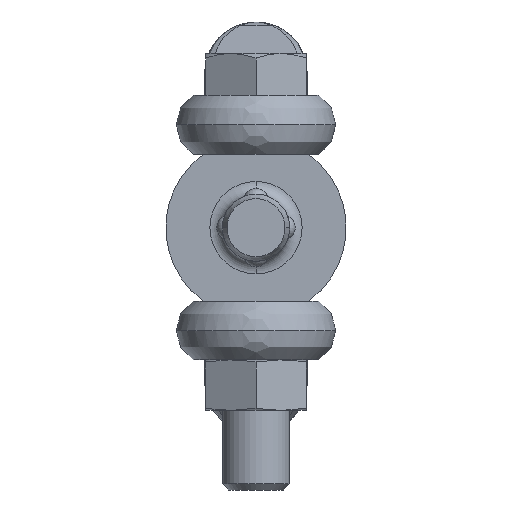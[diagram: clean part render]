
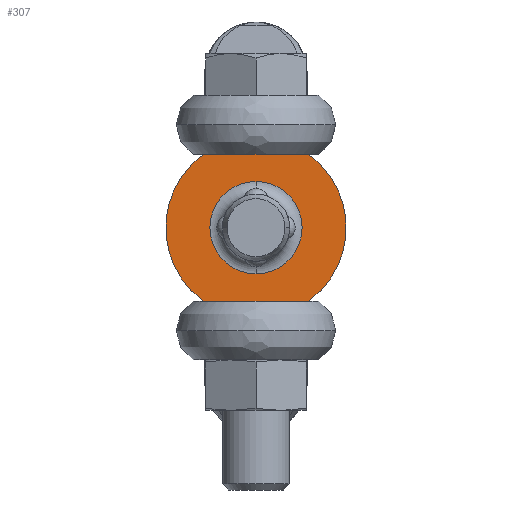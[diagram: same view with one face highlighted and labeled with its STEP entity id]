
A CAD part, left-side view. The second image highlights one B-rep face of the part: STEP entity #307.
In plain terms, the highlighted planar face has unit normal (-1, 0, 0).
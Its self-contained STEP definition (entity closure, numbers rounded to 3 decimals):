
#307=ADVANCED_FACE('',(#702,#703),#704,.T.);
#702=FACE_OUTER_BOUND('',#1669,.T.);
#703=FACE_BOUND('',#1670,.T.);
#704=PLANE('',#1671);
#1669=EDGE_LOOP('',(#3491,#3492,#3493,#3494));
#1670=EDGE_LOOP('',(#3495,#3496,#3497));
#1671=AXIS2_PLACEMENT_3D('',#3498,#3499,#3500);
#3491=ORIENTED_EDGE('',*,*,#4592,.T.);
#3492=ORIENTED_EDGE('',*,*,#4593,.F.);
#3493=ORIENTED_EDGE('',*,*,#4594,.T.);
#3494=ORIENTED_EDGE('',*,*,#4595,.T.);
#3495=ORIENTED_EDGE('',*,*,#4596,.F.);
#3496=ORIENTED_EDGE('',*,*,#4597,.F.);
#3497=ORIENTED_EDGE('',*,*,#4598,.F.);
#3498=CARTESIAN_POINT('',(0.,-8.625,0.));
#3499=DIRECTION('',(-1.0,0.0,0.0));
#3500=DIRECTION('',(0.0,0.0,1.0));
#4592=EDGE_CURVE('',#5311,#5312,#5313,.T.);
#4593=EDGE_CURVE('',#5314,#5312,#5315,.T.);
#4594=EDGE_CURVE('',#5314,#5316,#5317,.T.);
#4595=EDGE_CURVE('',#5316,#5311,#5318,.T.);
#4596=EDGE_CURVE('',#5319,#5320,#5321,.T.);
#4597=EDGE_CURVE('',#5322,#5319,#5323,.T.);
#4598=EDGE_CURVE('',#5320,#5322,#5324,.T.);
#5311=VERTEX_POINT('',#7218);
#5312=VERTEX_POINT('',#7219);
#5313=LINE('',#7220,#7221);
#5314=VERTEX_POINT('',#7222);
#5315=CIRCLE('',#7223,10.75);
#5316=VERTEX_POINT('',#7224);
#5317=LINE('',#7225,#7226);
#5318=CIRCLE('',#7227,10.75);
#5319=VERTEX_POINT('',#7228);
#5320=VERTEX_POINT('',#7229);
#5321=CIRCLE('',#7230,5.5);
#5322=VERTEX_POINT('',#7231);
#5323=CIRCLE('',#7232,5.5);
#5324=CIRCLE('',#7233,5.5);
#7218=CARTESIAN_POINT('',(0.,6.245,-8.75));
#7219=CARTESIAN_POINT('',(0.,-6.245,-8.75));
#7220=CARTESIAN_POINT('',(0.,0.,-8.75));
#7221=VECTOR('',#8310,1000.0);
#7222=CARTESIAN_POINT('',(0.,-6.245,8.75));
#7223=AXIS2_PLACEMENT_3D('',#8311,#8312,#8313);
#7224=CARTESIAN_POINT('',(0.,6.245,8.75));
#7225=CARTESIAN_POINT('',(0.,-8.625,8.75));
#7226=VECTOR('',#8314,1000.0);
#7227=AXIS2_PLACEMENT_3D('',#8315,#8316,#8317);
#7228=CARTESIAN_POINT('',(0.,5.5,0.0));
#7229=CARTESIAN_POINT('',(0.,0.,-5.5));
#7230=AXIS2_PLACEMENT_3D('',#8318,#8319,#8320);
#7231=CARTESIAN_POINT('',(0.,0.,5.5));
#7232=AXIS2_PLACEMENT_3D('',#8321,#8322,#8323);
#7233=AXIS2_PLACEMENT_3D('',#8324,#8325,#8326);
#8310=DIRECTION('',(0.0,-1.0,0.));
#8311=CARTESIAN_POINT('',(0.,0.,0.));
#8312=DIRECTION('',(1.0,0.0,0.0));
#8313=DIRECTION('',(0.0,0.0,-1.0));
#8314=DIRECTION('',(0.0,1.0,0.0));
#8315=CARTESIAN_POINT('',(0.,0.,0.));
#8316=DIRECTION('',(-1.0,0.0,0.0));
#8317=DIRECTION('',(0.0,0.0,-1.0));
#8318=CARTESIAN_POINT('',(0.,0.,0.0));
#8319=DIRECTION('',(-1.0,0.,-0.0));
#8320=DIRECTION('',(0.0,0.0,-1.0));
#8321=CARTESIAN_POINT('',(0.,0.,0.0));
#8322=DIRECTION('',(-1.0,0.,-0.0));
#8323=DIRECTION('',(0.0,0.0,-1.0));
#8324=CARTESIAN_POINT('',(0.,0.,0.0));
#8325=DIRECTION('',(-1.0,0.,-0.0));
#8326=DIRECTION('',(0.0,0.0,-1.0));
